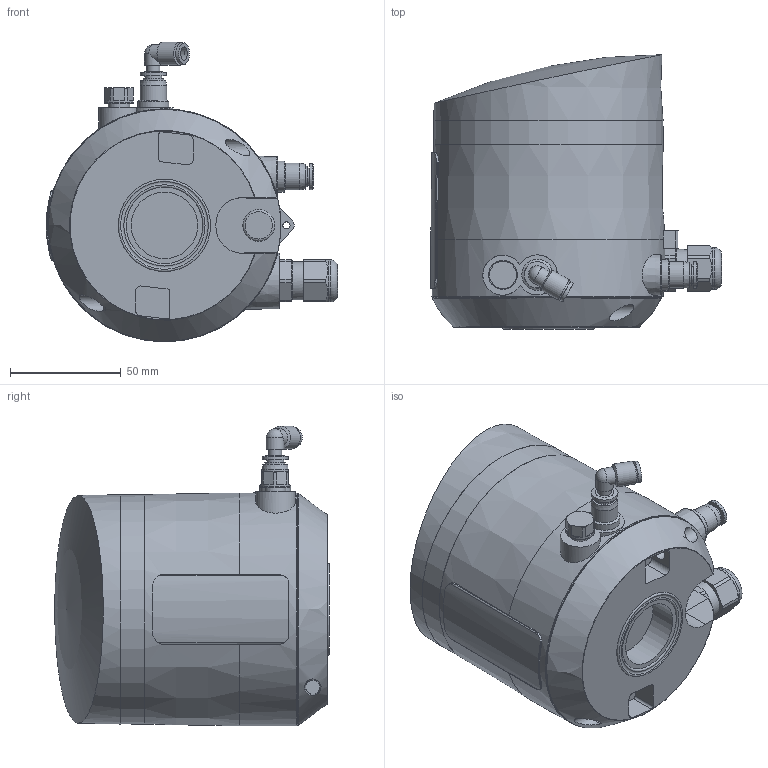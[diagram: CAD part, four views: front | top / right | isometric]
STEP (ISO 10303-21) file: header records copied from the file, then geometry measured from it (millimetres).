
FILE_DESCRIPTION( ( 'STEP AP203' ), '1' );
FILE_NAME( '96154004-xx.stp', '2019-07-11T14:48:30', ( '' ), ( '' ), ' ', 'PARTsolutions', ' ' );
FILE_SCHEMA( ( 'CONFIG_CONTROL_DESIGN' ) );
Length unit declared in the file: millimetre
Products named in the file (1): _96154004-xx
Bounding box: 131.16 x 123.7 x 135.1 mm (x, y, z)
Volume: 947771.4 mm3; surface area: 63476.4 mm2
Topology: 1 solids, 2 shells, 191 faces, 451 edges, 291 vertices
Faces by surface type: plane 78, cylinder 67, cone 22, torus 19, sphere 4, bspline 1
Full cylindrical faces by diameter (mm): 3.2 x1, 4 x1, 4.5 x1, 6 x3, 6.4 x2, 6.8 x1, 7.4 x2, 7.7 x2, 8 x2, 9.2 x2, 9.7 x2, 10.4 x1, 11.8 x2, 12 x2, 13 x1, 14 x2, 14.3 x1, 17.2 x1, 19 x1, 30 x1, 105 x1
Entity records: 6166 total; most frequent: CARTESIAN_POINT 2025, DIRECTION 864, ORIENTED_EDGE 750, EDGE_CURVE 375, AXIS2_PLACEMENT_3D 367, EDGE_LOOP 282, VERTEX_POINT 277, FACE_OUTER_BOUND 231
